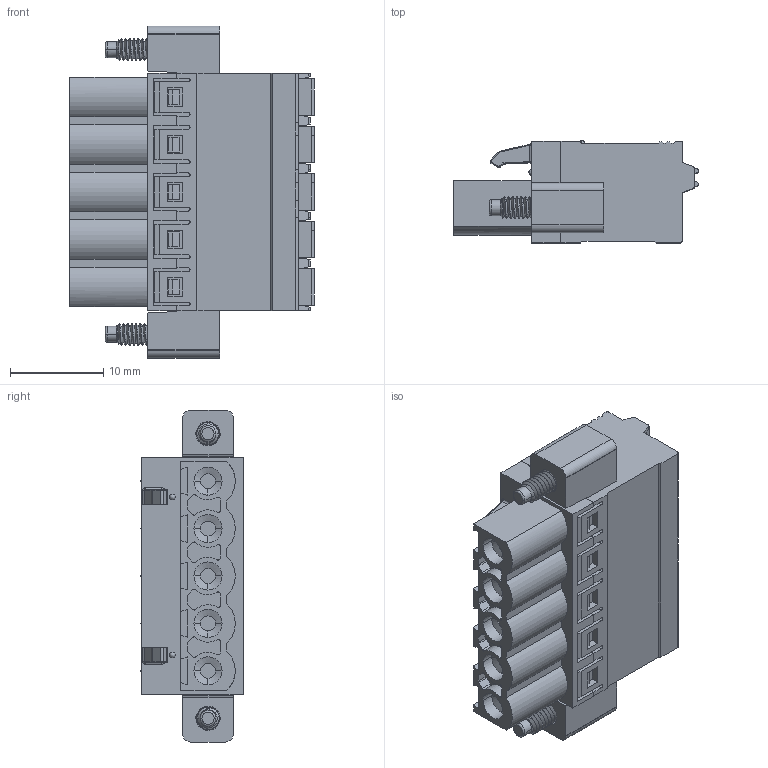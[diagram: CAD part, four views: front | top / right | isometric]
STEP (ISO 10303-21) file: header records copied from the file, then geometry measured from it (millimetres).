
FILE_DESCRIPTION( ('This file contains a STEP AP42 implementation' ,'as created by ZW3D STEP Interface translator.') ,'2;1' );
FILE_NAME( 'WJ2EDGKNM-5.08-05P-00A.stp' ,'2312 1.111026', (''), ('ZWCAD Software Co.'), 'Version 1.0', 'ZW3D to STEP translator', '' );
FILE_SCHEMA(('AUTOMOTIVE_DESIGN { 1 0 10303 214 1 1 1 1 }'));
Length unit declared in the file: millimetre
Products named in the file (2): 0; WJ2EDGKNM-5.08-16P-1Y-00A
Bounding box: 26.2 x 10.95 x 35.56 mm (x, y, z)
Volume: 5193.8 mm3; surface area: 5309.4 mm2
Topology: 1 solids, 1 shells, 1081 faces, 2978 edges, 1927 vertices
Faces by surface type: plane 683, cylinder 226, bspline 110, cone 31, torus 24, sphere 7
Full cylindrical faces by diameter (mm): 1.6 x5, 3.7 x1
Entity records: 40242 total; most frequent: CARTESIAN_POINT 12252, ORIENTED_EDGE 5938, DIRECTION 5102, EDGE_CURVE 2969, VECTOR 2196, LINE 2196, VERTEX_POINT 1932, AXIS2_PLACEMENT_3D 1453
